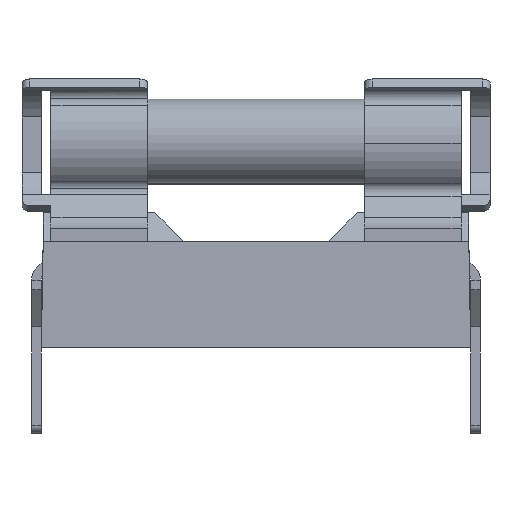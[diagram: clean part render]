
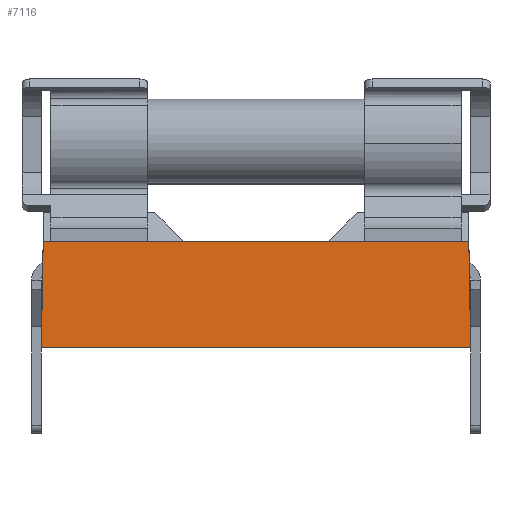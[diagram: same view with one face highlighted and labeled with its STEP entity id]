
A CAD part, front view. The second image highlights one B-rep face of the part: STEP entity #7116.
In plain terms, the highlighted planar face has unit normal (0, -1, 0.018).
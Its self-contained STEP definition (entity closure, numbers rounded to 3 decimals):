
#51 = PLANE ( 'NONE',  #76 ) ;
#76 = AXIS2_PLACEMENT_3D ( 'NONE', #2912, #5128, #784 ) ;
#784 = DIRECTION ( 'NONE',  ( 0., 0.017, 1. ) ) ;
#902 = DIRECTION ( 'NONE',  ( -0.017, -0.017, -1. ) ) ;
#1556 = EDGE_CURVE ( 'NONE', #6800, #2953, #8799, .T. ) ;
#1649 = CARTESIAN_POINT ( 'NONE',  ( 22.151, 0.096, 5.5 ) ) ;
#2096 = VERTEX_POINT ( 'NONE', #5476 ) ;
#2300 = VECTOR ( 'NONE', #8666, 1000. ) ;
#2531 = FACE_OUTER_BOUND ( 'NONE', #4320, .T. ) ;
#2912 = CARTESIAN_POINT ( 'NONE',  ( 22.25, 0., 0. ) ) ;
#2953 = VERTEX_POINT ( 'NONE', #1649 ) ;
#3000 = ORIENTED_EDGE ( 'NONE', *, *, #7040, .T. ) ;
#3372 = VECTOR ( 'NONE', #6401, 1000. ) ;
#3705 = LINE ( 'NONE', #3800, #9081 ) ;
#3800 = CARTESIAN_POINT ( 'NONE',  ( 0.01, 0.007, 0.388 ) ) ;
#3819 = ORIENTED_EDGE ( 'NONE', *, *, #1556, .T. ) ;
#3943 = ORIENTED_EDGE ( 'NONE', *, *, #6104, .T. ) ;
#4320 = EDGE_LOOP ( 'NONE', ( #6604, #3819, #3000, #3943 ) ) ;
#4889 = VECTOR ( 'NONE', #8614, 1000. ) ;
#5128 = DIRECTION ( 'NONE',  ( 0., 1., -0.017 ) ) ;
#5310 = LINE ( 'NONE', #7856, #3372 ) ;
#5476 = CARTESIAN_POINT ( 'NONE',  ( 0.003, 0., 0. ) ) ;
#5494 = EDGE_CURVE ( 'NONE', #2096, #6800, #5310, .T. ) ;
#6104 = EDGE_CURVE ( 'NONE', #6775, #2096, #3705, .T. ) ;
#6393 = LINE ( 'NONE', #8696, #2300 ) ;
#6401 = DIRECTION ( 'NONE',  ( 1., 0., 0. ) ) ;
#6604 = ORIENTED_EDGE ( 'NONE', *, *, #5494, .T. ) ;
#6775 = VERTEX_POINT ( 'NONE', #9119 ) ;
#6800 = VERTEX_POINT ( 'NONE', #7704 ) ;
#7040 = EDGE_CURVE ( 'NONE', #2953, #6775, #6393, .T. ) ;
#7116 = ADVANCED_FACE ( 'NONE', ( #2531 ), #51, .F. ) ;
#7704 = CARTESIAN_POINT ( 'NONE',  ( 22.247, 0., 0. ) ) ;
#7856 = CARTESIAN_POINT ( 'NONE',  ( 11.125, 0., 0. ) ) ;
#8614 = DIRECTION ( 'NONE',  ( -0.017, 0.017, 1. ) ) ;
#8666 = DIRECTION ( 'NONE',  ( -1., 0., 0. ) ) ;
#8696 = CARTESIAN_POINT ( 'NONE',  ( 22.25, 0.096, 5.5 ) ) ;
#8799 = LINE ( 'NONE', #9335, #4889 ) ;
#9081 = VECTOR ( 'NONE', #902, 1000. ) ;
#9119 = CARTESIAN_POINT ( 'NONE',  ( 0.099, 0.096, 5.5 ) ) ;
#9335 = CARTESIAN_POINT ( 'NONE',  ( 22.247, 0., 0. ) ) ;
